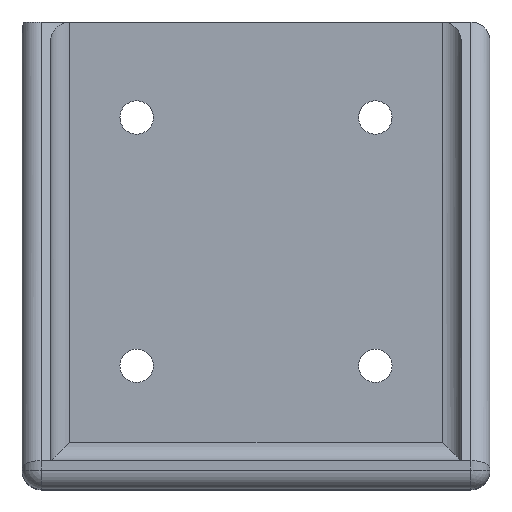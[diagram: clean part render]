
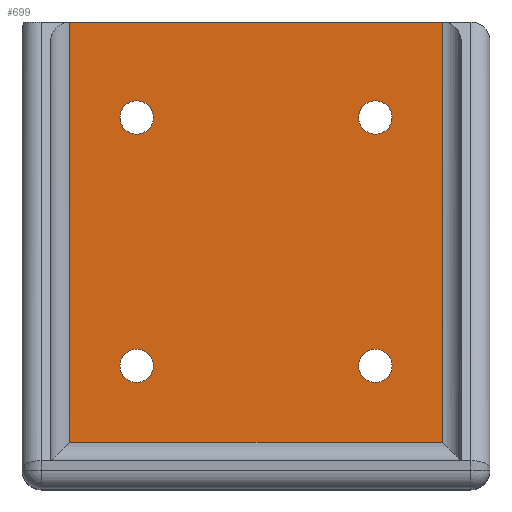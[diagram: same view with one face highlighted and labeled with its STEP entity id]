
A CAD part, top view. The second image highlights one B-rep face of the part: STEP entity #699.
In plain terms, the highlighted planar face has unit normal (0, 0, 1).
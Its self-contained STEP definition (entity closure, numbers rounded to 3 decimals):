
#33=FACE_BOUND('',#177,.T.);
#34=FACE_BOUND('',#178,.T.);
#35=FACE_BOUND('',#179,.T.);
#36=FACE_BOUND('',#180,.T.);
#68=CIRCLE('',#791,1.75);
#69=CIRCLE('',#792,1.75);
#70=CIRCLE('',#794,1.75);
#71=CIRCLE('',#795,1.75);
#72=CIRCLE('',#797,1.75);
#73=CIRCLE('',#798,1.75);
#74=CIRCLE('',#800,1.75);
#75=CIRCLE('',#801,1.75);
#84=PLANE('',#807);
#123=FACE_OUTER_BOUND('',#176,.T.);
#176=EDGE_LOOP('',(#611,#612,#613,#614));
#177=EDGE_LOOP('',(#615,#616));
#178=EDGE_LOOP('',(#617,#618));
#179=EDGE_LOOP('',(#619,#620));
#180=EDGE_LOOP('',(#621,#622));
#195=LINE('',#1045,#243);
#196=LINE('',#1049,#244);
#198=LINE('',#1055,#246);
#239=LINE('',#1228,#287);
#243=VECTOR('',#818,10.);
#244=VECTOR('',#823,10.);
#246=VECTOR('',#829,10.);
#287=VECTOR('',#1028,10.);
#292=VERTEX_POINT('',#1042);
#293=VERTEX_POINT('',#1044);
#294=VERTEX_POINT('',#1048);
#296=VERTEX_POINT('',#1054);
#342=VERTEX_POINT('',#1194);
#343=VERTEX_POINT('',#1195);
#344=VERTEX_POINT('',#1200);
#345=VERTEX_POINT('',#1201);
#346=VERTEX_POINT('',#1206);
#347=VERTEX_POINT('',#1207);
#348=VERTEX_POINT('',#1212);
#349=VERTEX_POINT('',#1213);
#352=EDGE_CURVE('',#292,#293,#195,.T.);
#354=EDGE_CURVE('',#293,#294,#196,.T.);
#357=EDGE_CURVE('',#294,#296,#198,.T.);
#427=EDGE_CURVE('',#342,#343,#68,.T.);
#428=EDGE_CURVE('',#343,#342,#69,.T.);
#430=EDGE_CURVE('',#344,#345,#70,.T.);
#431=EDGE_CURVE('',#345,#344,#71,.T.);
#433=EDGE_CURVE('',#346,#347,#72,.T.);
#434=EDGE_CURVE('',#347,#346,#73,.T.);
#436=EDGE_CURVE('',#348,#349,#74,.T.);
#437=EDGE_CURVE('',#349,#348,#75,.T.);
#444=EDGE_CURVE('',#292,#296,#239,.T.);
#611=ORIENTED_EDGE('',*,*,#352,.F.);
#612=ORIENTED_EDGE('',*,*,#444,.T.);
#613=ORIENTED_EDGE('',*,*,#357,.F.);
#614=ORIENTED_EDGE('',*,*,#354,.F.);
#615=ORIENTED_EDGE('',*,*,#427,.T.);
#616=ORIENTED_EDGE('',*,*,#428,.T.);
#617=ORIENTED_EDGE('',*,*,#430,.T.);
#618=ORIENTED_EDGE('',*,*,#431,.T.);
#619=ORIENTED_EDGE('',*,*,#433,.T.);
#620=ORIENTED_EDGE('',*,*,#434,.T.);
#621=ORIENTED_EDGE('',*,*,#436,.T.);
#622=ORIENTED_EDGE('',*,*,#437,.T.);
#699=ADVANCED_FACE('',(#123,#33,#34,#35,#36),#84,.T.);
#791=AXIS2_PLACEMENT_3D('',#1196,#985,#986);
#792=AXIS2_PLACEMENT_3D('',#1197,#987,#988);
#794=AXIS2_PLACEMENT_3D('',#1202,#992,#993);
#795=AXIS2_PLACEMENT_3D('',#1203,#994,#995);
#797=AXIS2_PLACEMENT_3D('',#1208,#999,#1000);
#798=AXIS2_PLACEMENT_3D('',#1209,#1001,#1002);
#800=AXIS2_PLACEMENT_3D('',#1214,#1006,#1007);
#801=AXIS2_PLACEMENT_3D('',#1215,#1008,#1009);
#807=AXIS2_PLACEMENT_3D('',#1227,#1026,#1027);
#818=DIRECTION('',(0.,-1.,0.));
#823=DIRECTION('',(-1.,0.,0.));
#829=DIRECTION('',(0.,1.,0.));
#985=DIRECTION('center_axis',(0.,0.,-1.));
#986=DIRECTION('ref_axis',(1.,0.,0.));
#987=DIRECTION('center_axis',(0.,0.,-1.));
#988=DIRECTION('ref_axis',(1.,0.,0.));
#992=DIRECTION('center_axis',(0.,0.,-1.));
#993=DIRECTION('ref_axis',(1.,0.,0.));
#994=DIRECTION('center_axis',(0.,0.,-1.));
#995=DIRECTION('ref_axis',(1.,0.,0.));
#999=DIRECTION('center_axis',(0.,0.,-1.));
#1000=DIRECTION('ref_axis',(1.,0.,0.));
#1001=DIRECTION('center_axis',(0.,0.,-1.));
#1002=DIRECTION('ref_axis',(1.,0.,0.));
#1006=DIRECTION('center_axis',(0.,0.,-1.));
#1007=DIRECTION('ref_axis',(1.,0.,0.));
#1008=DIRECTION('center_axis',(0.,0.,-1.));
#1009=DIRECTION('ref_axis',(1.,0.,0.));
#1026=DIRECTION('center_axis',(0.,0.,1.));
#1027=DIRECTION('ref_axis',(1.,0.,0.));
#1028=DIRECTION('',(-1.,0.,0.));
#1042=CARTESIAN_POINT('',(19.5,24.5,3.));
#1044=CARTESIAN_POINT('',(19.5,-19.5,3.));
#1045=CARTESIAN_POINT('',(19.5,-2.581,3.));
#1048=CARTESIAN_POINT('',(-19.5,-19.5,3.));
#1049=CARTESIAN_POINT('',(12.25,-19.5,3.));
#1054=CARTESIAN_POINT('',(-19.5,24.5,3.));
#1055=CARTESIAN_POINT('',(-19.5,-2.581,3.));
#1194=CARTESIAN_POINT('',(-10.75,-11.5,3.));
#1195=CARTESIAN_POINT('',(-14.25,-11.5,3.));
#1196=CARTESIAN_POINT('Origin',(-12.5,-11.5,3.));
#1197=CARTESIAN_POINT('Origin',(-12.5,-11.5,3.));
#1200=CARTESIAN_POINT('',(-10.75,14.5,3.));
#1201=CARTESIAN_POINT('',(-14.25,14.5,3.));
#1202=CARTESIAN_POINT('Origin',(-12.5,14.5,3.));
#1203=CARTESIAN_POINT('Origin',(-12.5,14.5,3.));
#1206=CARTESIAN_POINT('',(14.25,14.5,3.));
#1207=CARTESIAN_POINT('',(10.75,14.5,3.));
#1208=CARTESIAN_POINT('Origin',(12.5,14.5,3.));
#1209=CARTESIAN_POINT('Origin',(12.5,14.5,3.));
#1212=CARTESIAN_POINT('',(14.25,-11.5,3.));
#1213=CARTESIAN_POINT('',(10.75,-11.5,3.));
#1214=CARTESIAN_POINT('Origin',(12.5,-11.5,3.));
#1215=CARTESIAN_POINT('Origin',(12.5,-11.5,3.));
#1227=CARTESIAN_POINT('Origin',(0.,0.,3.));
#1228=CARTESIAN_POINT('',(24.5,24.5,3.));
